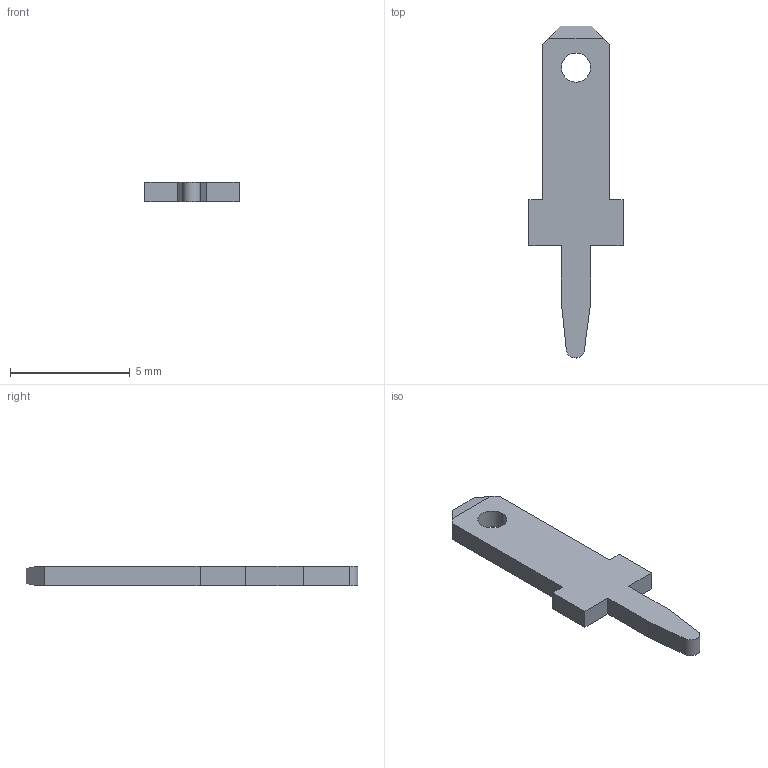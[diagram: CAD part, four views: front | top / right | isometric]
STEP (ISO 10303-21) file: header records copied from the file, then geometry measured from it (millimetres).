
FILE_DESCRIPTION( ( 'STEP AP214' ), '1' );
FILE_NAME( 'psolqas_8236_2.stp', '2020-05-06T21:03:51', ( 'License CC BY-ND 4.0' ), ( 'CADENAS' ), ' ', 'PARTsolutions', ' ' );
FILE_SCHEMA( ( 'AUTOMOTIVE_DESIGN { 1 0 10303 214 1 1 1 1 }' ) );
Length unit declared in the file: metre
Products named in the file (1): 1
Bounding box: 3.94 x 13.89 x 0.81 mm (x, y, z)
Volume: 25.2 mm3; surface area: 92.7 mm2
Topology: 1 solids, 1 shells, 21 faces, 58 edges, 39 vertices
Faces by surface type: plane 19, cylinder 2
Full cylindrical faces by diameter (mm): 1.22 x1
Entity records: 669 total; most frequent: CARTESIAN_POINT 116, ORIENTED_EDGE 112, DIRECTION 104, EDGE_CURVE 56, LINE 52, VECTOR 52, VERTEX_POINT 38, AXIS2_PLACEMENT_3D 26
